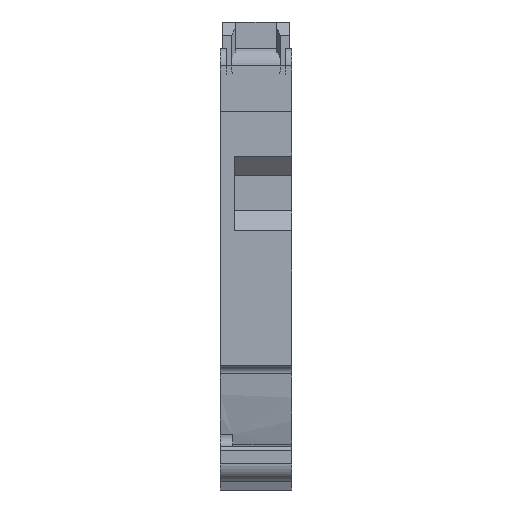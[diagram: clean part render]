
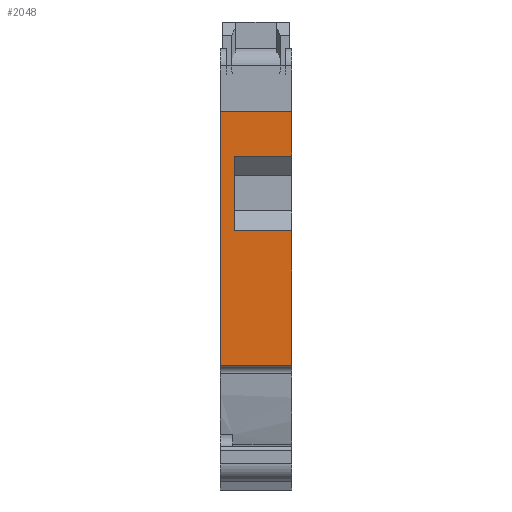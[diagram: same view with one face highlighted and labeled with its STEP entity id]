
A CAD part, front view. The second image highlights one B-rep face of the part: STEP entity #2048.
In plain terms, the highlighted planar face has unit normal (0, -1, 0).
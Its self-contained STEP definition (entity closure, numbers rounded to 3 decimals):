
#2012=AXIS2_PLACEMENT_3D('Plane Axis2P3D',#2009,#2010,#2011) ;
#41=CARTESIAN_POINT('Vertex',(0.,2.5,14.15)) ;
#57=CARTESIAN_POINT('Vertex',(8.1,2.5,14.15)) ;
#60=CARTESIAN_POINT('Line Origine',(4.05,2.5,14.15)) ;
#77=CARTESIAN_POINT('Line Origine',(0.,2.5,28.602)) ;
#81=CARTESIAN_POINT('Vertex',(0.,2.5,43.054)) ;
#738=CARTESIAN_POINT('Vertex',(8.1,2.5,29.5)) ;
#741=CARTESIAN_POINT('Line Origine',(8.1,2.5,21.825)) ;
#1744=CARTESIAN_POINT('Vertex',(8.1,2.5,43.054)) ;
#1747=CARTESIAN_POINT('Line Origine',(8.1,2.5,40.527)) ;
#1751=CARTESIAN_POINT('Vertex',(8.1,2.5,38.)) ;
#2009=CARTESIAN_POINT('Axis2P3D Location',(0.,2.5,28.25)) ;
#2014=CARTESIAN_POINT('Line Origine',(4.85,2.5,38.)) ;
#2018=CARTESIAN_POINT('Vertex',(1.6,2.5,38.)) ;
#2021=CARTESIAN_POINT('Line Origine',(4.05,2.5,43.054)) ;
#2026=CARTESIAN_POINT('Line Origine',(4.85,2.5,29.5)) ;
#2030=CARTESIAN_POINT('Vertex',(1.6,2.5,29.5)) ;
#2033=CARTESIAN_POINT('Line Origine',(1.6,2.5,33.75)) ;
#61=DIRECTION('Vector Direction',(-1.,0.,0.)) ;
#78=DIRECTION('Vector Direction',(0.,0.,1.)) ;
#742=DIRECTION('Vector Direction',(0.,0.,1.)) ;
#1748=DIRECTION('Vector Direction',(0.,0.,-1.)) ;
#2010=DIRECTION('Axis2P3D Direction',(0.,1.,0.)) ;
#2011=DIRECTION('Axis2P3D XDirection',(0.,0.,1.)) ;
#2015=DIRECTION('Vector Direction',(-1.,0.,0.)) ;
#2022=DIRECTION('Vector Direction',(-1.,0.,0.)) ;
#2027=DIRECTION('Vector Direction',(-1.,0.,0.)) ;
#2034=DIRECTION('Vector Direction',(0.,0.,-1.)) ;
#62=VECTOR('Line Direction',#61,1.) ;
#79=VECTOR('Line Direction',#78,1.) ;
#743=VECTOR('Line Direction',#742,1.) ;
#1749=VECTOR('Line Direction',#1748,1.) ;
#2016=VECTOR('Line Direction',#2015,1.) ;
#2023=VECTOR('Line Direction',#2022,1.) ;
#2028=VECTOR('Line Direction',#2027,1.) ;
#2035=VECTOR('Line Direction',#2034,1.) ;
#2039=ORIENTED_EDGE('',*,*,#2020,.F.) ;
#2040=ORIENTED_EDGE('',*,*,#1753,.F.) ;
#2041=ORIENTED_EDGE('',*,*,#2025,.T.) ;
#2042=ORIENTED_EDGE('',*,*,#83,.F.) ;
#2043=ORIENTED_EDGE('',*,*,#64,.F.) ;
#2044=ORIENTED_EDGE('',*,*,#745,.T.) ;
#2045=ORIENTED_EDGE('',*,*,#2032,.T.) ;
#2046=ORIENTED_EDGE('',*,*,#2037,.F.) ;
#2048=ADVANCED_FACE('V1',(#2047),#2013,.F.) ;
#64=EDGE_CURVE('',#58,#42,#63,.T.) ;
#83=EDGE_CURVE('',#42,#82,#80,.T.) ;
#745=EDGE_CURVE('',#58,#739,#744,.T.) ;
#1753=EDGE_CURVE('',#1745,#1752,#1750,.T.) ;
#2020=EDGE_CURVE('',#1752,#2019,#2017,.T.) ;
#2025=EDGE_CURVE('',#1745,#82,#2024,.T.) ;
#2032=EDGE_CURVE('',#739,#2031,#2029,.T.) ;
#2037=EDGE_CURVE('',#2019,#2031,#2036,.T.) ;
#2038=EDGE_LOOP('',(#2039,#2040,#2041,#2042,#2043,#2044,#2045,#2046)) ;
#2047=FACE_OUTER_BOUND('',#2038,.T.) ;
#63=LINE('Line',#60,#62) ;
#80=LINE('Line',#77,#79) ;
#744=LINE('Line',#741,#743) ;
#1750=LINE('Line',#1747,#1749) ;
#2017=LINE('Line',#2014,#2016) ;
#2024=LINE('Line',#2021,#2023) ;
#2029=LINE('Line',#2026,#2028) ;
#2036=LINE('Line',#2033,#2035) ;
#2013=PLANE('',#2012) ;
#42=VERTEX_POINT('',#41) ;
#58=VERTEX_POINT('',#57) ;
#82=VERTEX_POINT('',#81) ;
#739=VERTEX_POINT('',#738) ;
#1745=VERTEX_POINT('',#1744) ;
#1752=VERTEX_POINT('',#1751) ;
#2019=VERTEX_POINT('',#2018) ;
#2031=VERTEX_POINT('',#2030) ;
